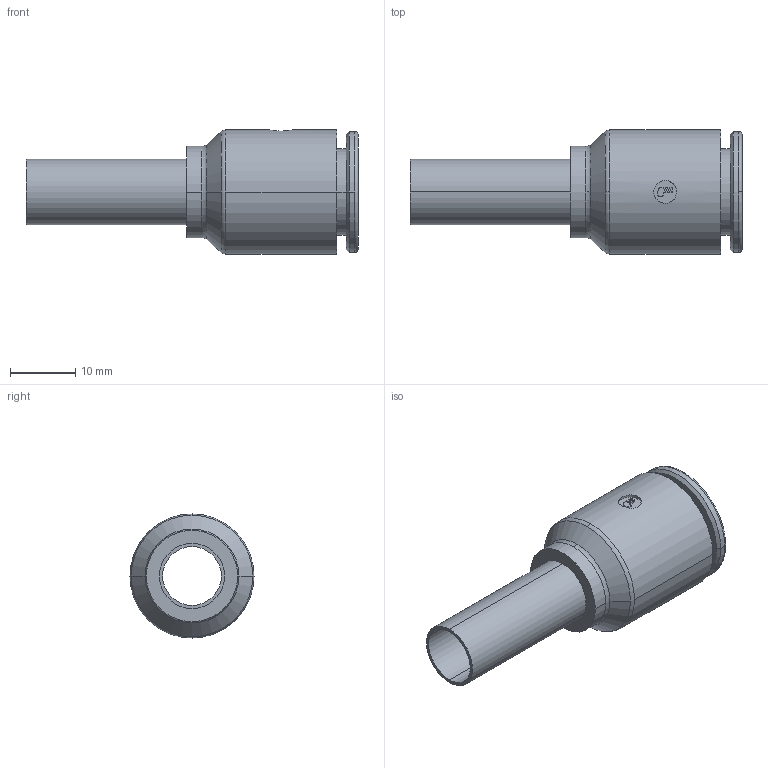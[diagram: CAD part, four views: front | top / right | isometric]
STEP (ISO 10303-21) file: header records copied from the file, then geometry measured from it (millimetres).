
FILE_DESCRIPTION(('STEP AP214'),'1');
FILE_NAME('3168_12_10.stp','2016-07-07T14:15:05',('TraceParts'),('TraceParts S.A.'),'Spatial InterOp 3D',' ',' ');
FILE_SCHEMA(('automotive_design'));
Length unit declared in the file: millimetre
Products named in the file (1): 1
Bounding box: 50.86 x 19 x 19 mm (x, y, z)
Volume: 4339.1 mm3; surface area: 4474.2 mm2
Topology: 1 solids, 1 shells, 55 faces, 134 edges, 89 vertices
Faces by surface type: plane 23, cylinder 22, torus 6, cone 4
Entity records: 1729 total; most frequent: CARTESIAN_POINT 346, DIRECTION 311, ORIENTED_EDGE 268, EDGE_CURVE 134, AXIS2_PLACEMENT_3D 123, VERTEX_POINT 89, CIRCLE 67, EDGE_LOOP 65
